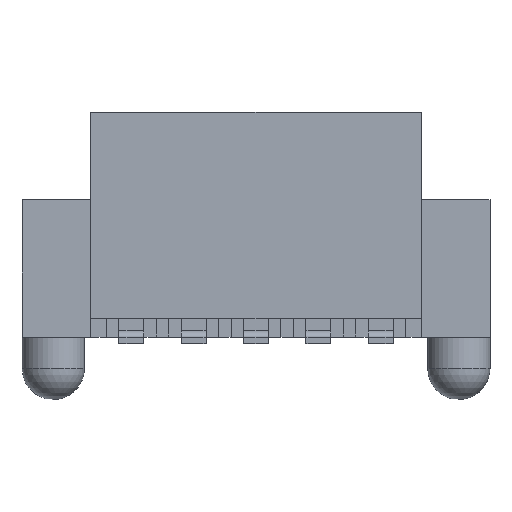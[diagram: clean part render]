
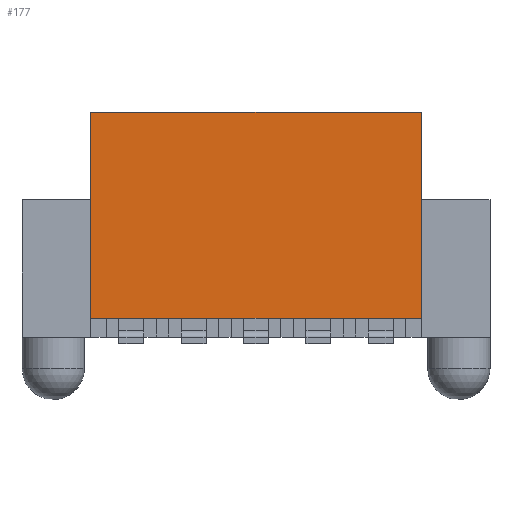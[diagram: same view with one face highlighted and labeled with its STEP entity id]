
A CAD part, top view. The second image highlights one B-rep face of the part: STEP entity #177.
In plain terms, the highlighted planar face has unit normal (0, 0, 1).
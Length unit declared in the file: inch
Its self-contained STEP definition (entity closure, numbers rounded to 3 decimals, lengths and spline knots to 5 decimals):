
#177 = ADVANCED_FACE( '', ( #443 ), #444, .F. );
#443 = FACE_OUTER_BOUND( '', #980, .T. );
#444 = PLANE( '', #981 );
#980 = EDGE_LOOP( '', ( #1602, #1603, #1604, #1605 ) );
#981 = AXIS2_PLACEMENT_3D( '', #1606, #1607, #1608 );
#1602 = ORIENTED_EDGE( '', *, *, #3634, .F. );
#1603 = ORIENTED_EDGE( '', *, *, #3635, .T. );
#1604 = ORIENTED_EDGE( '', *, *, #3636, .T. );
#1605 = ORIENTED_EDGE( '', *, *, #3637, .F. );
#1606 = CARTESIAN_POINT( '', ( -0.1875, 0.18, 0.06 ) );
#1607 = DIRECTION( '', ( 0., 0., -1. ) );
#1608 = DIRECTION( '', ( -1., 0., 0. ) );
#3634 = EDGE_CURVE( '', #4347, #4348, #4349, .T. );
#3635 = EDGE_CURVE( '', #4347, #4350, #4351, .T. );
#3636 = EDGE_CURVE( '', #4350, #4352, #4353, .T. );
#3637 = EDGE_CURVE( '', #4348, #4352, #4354, .T. );
#4347 = VERTEX_POINT( '', #5477 );
#4348 = VERTEX_POINT( '', #5478 );
#4349 = LINE( '', #5479, #5480 );
#4350 = VERTEX_POINT( '', #5481 );
#4351 = LINE( '', #5482, #5483 );
#4352 = VERTEX_POINT( '', #5484 );
#4353 = LINE( '', #5485, #5486 );
#4354 = LINE( '', #5487, #5488 );
#5477 = CARTESIAN_POINT( '', ( -0.1325, 0.015, 0.06 ) );
#5478 = CARTESIAN_POINT( '', ( -0.1325, 0.18, 0.06 ) );
#5479 = CARTESIAN_POINT( '', ( -0.1325, 0., 0.06 ) );
#5480 = VECTOR( '', #7012, 39.37008 );
#5481 = CARTESIAN_POINT( '', ( 0.1325, 0.015, 0.06 ) );
#5482 = CARTESIAN_POINT( '', ( -0.1325, 0.015, 0.06 ) );
#5483 = VECTOR( '', #7013, 39.37008 );
#5484 = CARTESIAN_POINT( '', ( 0.1325, 0.18, 0.06 ) );
#5485 = CARTESIAN_POINT( '', ( 0.1325, 0., 0.06 ) );
#5486 = VECTOR( '', #7014, 39.37008 );
#5487 = CARTESIAN_POINT( '', ( -0.1875, 0.18, 0.06 ) );
#5488 = VECTOR( '', #7015, 39.37008 );
#7012 = DIRECTION( '', ( 0., 1., 0. ) );
#7013 = DIRECTION( '', ( 1., 0., 0. ) );
#7014 = DIRECTION( '', ( 0., 1., 0. ) );
#7015 = DIRECTION( '', ( 1., 0., 0. ) );
